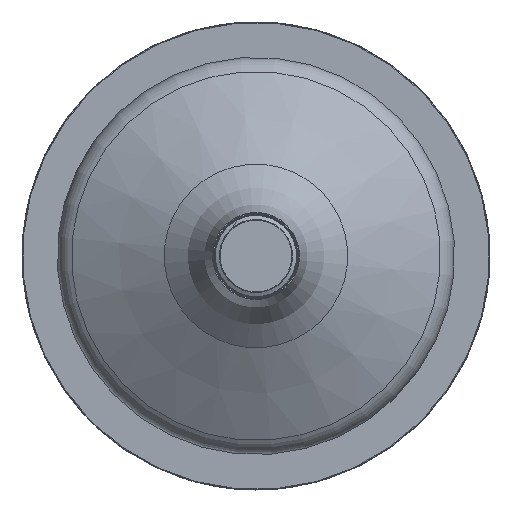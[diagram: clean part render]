
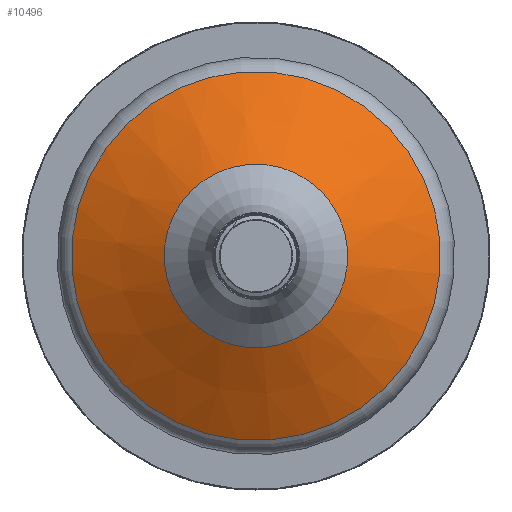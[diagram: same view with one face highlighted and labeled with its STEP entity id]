
A CAD part, front view. The second image highlights one B-rep face of the part: STEP entity #10496.
In plain terms, the highlighted conical face has half-angle 60 degrees and reference radius 21.903 mm.
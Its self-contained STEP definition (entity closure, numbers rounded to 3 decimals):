
#10465=CARTESIAN_POINT('',(8.46,-34.477,11.846));
#10466=VERTEX_POINT('',#10465);
#10467=CARTESIAN_POINT('',(0.,-34.477,0.));
#10468=DIRECTION('',(0.,1.0,0.));
#10469=DIRECTION('',(0.581,0.,0.814));
#10470=AXIS2_PLACEMENT_3D('',#10467,#10468,#10469);
#10471=CIRCLE('',#10470,14.556);
#10472=EDGE_CURVE('',#10466,#10466,#10471,.T.);
#10477=CARTESIAN_POINT('',(0.,-30.235,0.));
#10478=DIRECTION('',(0.,1.0,0.));
#10479=DIRECTION('',(0.581,0.,0.814));
#10480=AXIS2_PLACEMENT_3D('',#10477,#10478,#10479);
#10481=CONICAL_SURFACE('',#10480,21.903,60.);
#10482=CARTESIAN_POINT('',(16.999,-25.993,23.803));
#10483=VERTEX_POINT('',#10482);
#10484=CARTESIAN_POINT('',(0.,-25.993,0.));
#10485=DIRECTION('',(0.,1.0,0.));
#10486=DIRECTION('',(0.581,0.,0.814));
#10487=AXIS2_PLACEMENT_3D('',#10484,#10485,#10486);
#10488=CIRCLE('',#10487,29.25);
#10489=EDGE_CURVE('',#10483,#10483,#10488,.T.);
#10490=ORIENTED_EDGE('',*,*,#10489,.F.);
#10491=EDGE_LOOP('',(#10490));
#10492=FACE_OUTER_BOUND('',#10491,.T.);
#10493=ORIENTED_EDGE('',*,*,#10472,.T.);
#10494=EDGE_LOOP('',(#10493));
#10495=FACE_BOUND('',#10494,.T.);
#10496=ADVANCED_FACE('',(#10492,#10495),#10481,.T.);
